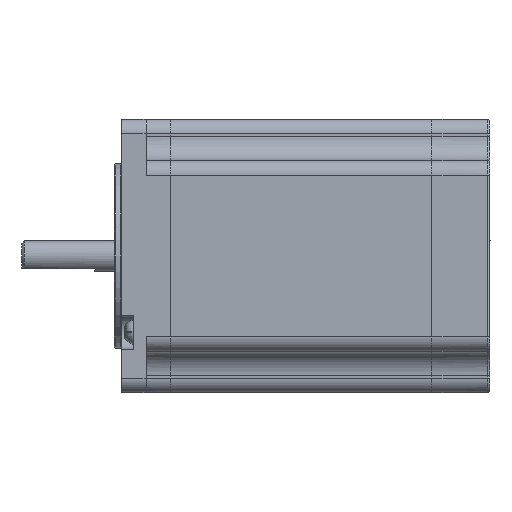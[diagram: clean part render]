
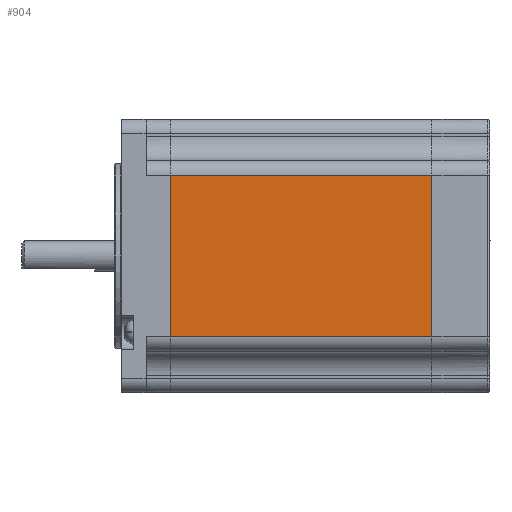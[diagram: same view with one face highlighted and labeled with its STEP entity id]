
A CAD part, left-side view. The second image highlights one B-rep face of the part: STEP entity #904.
In plain terms, the highlighted planar face has unit normal (-1, 0, 0).
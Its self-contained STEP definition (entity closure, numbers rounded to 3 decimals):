
#904 = ADVANCED_FACE ( 'NONE', ( #14327 ), #9506, .F. ) ;
#1013 = EDGE_CURVE ( 'NONE', #15350, #21778, #5285, .T. ) ;
#2271 = DIRECTION ( 'NONE',  ( 0., 1., 0. ) ) ;
#2340 = LINE ( 'NONE', #15413, #19607 ) ;
#2650 = CARTESIAN_POINT ( 'NONE',  ( -28.2, -64., -16.7 ) ) ;
#2797 = CARTESIAN_POINT ( 'NONE',  ( -28.2, -10., 16.7 ) ) ;
#3763 = CARTESIAN_POINT ( 'NONE',  ( -28.2, -64., -5.567 ) ) ;
#5135 = CARTESIAN_POINT ( 'NONE',  ( -28.2, -10., -5.567 ) ) ;
#5285 = LINE ( 'NONE', #20217, #25167 ) ;
#5600 = EDGE_CURVE ( 'NONE', #15279, #9484, #2340, .T. ) ;
#5605 = CARTESIAN_POINT ( 'NONE',  ( -28.2, -10., -16.7 ) ) ;
#6426 = CARTESIAN_POINT ( 'NONE',  ( -28.2, -64., 5.567 ) ) ;
#7239 = B_SPLINE_CURVE_WITH_KNOTS ( 'NONE', 3,
 ( #2797, #23230, #5135, #5605 ),
 .UNSPECIFIED., .F., .F.,
 ( 4, 4 ),
 ( 0.076, 0.924 ),
 .UNSPECIFIED. ) ;
#7677 = DIRECTION ( 'NONE',  ( 0., -1., 0. ) ) ;
#8961 = CARTESIAN_POINT ( 'NONE',  ( -28.2, -64., 16.7 ) ) ;
#9484 = VERTEX_POINT ( 'NONE', #2650 ) ;
#9506 = PLANE ( 'NONE',  #27260 ) ;
#11778 = CARTESIAN_POINT ( 'NONE',  ( -28.2, -64., -16.7 ) ) ;
#12849 = ORIENTED_EDGE ( 'NONE', *, *, #24787, .T. ) ;
#14327 = FACE_OUTER_BOUND ( 'NONE', #28017, .T. ) ;
#15279 = VERTEX_POINT ( 'NONE', #20994 ) ;
#15350 = VERTEX_POINT ( 'NONE', #15472 ) ;
#15413 = CARTESIAN_POINT ( 'NONE',  ( -28.2, -64., -16.7 ) ) ;
#15472 = CARTESIAN_POINT ( 'NONE',  ( -28.2, -64., 16.7 ) ) ;
#15593 = CARTESIAN_POINT ( 'NONE',  ( -28.2, -10., 16.7 ) ) ;
#17206 = CARTESIAN_POINT ( 'NONE',  ( -28.2, -64., 19.7 ) ) ;
#17243 = EDGE_CURVE ( 'NONE', #15350, #9484, #21961, .T. ) ;
#19607 = VECTOR ( 'NONE', #7677, 1000. ) ;
#19880 = DIRECTION ( 'NONE',  ( 1., 0., 0. ) ) ;
#20217 = CARTESIAN_POINT ( 'NONE',  ( -28.2, -64., 16.7 ) ) ;
#20994 = CARTESIAN_POINT ( 'NONE',  ( -28.2, -10., -16.7 ) ) ;
#21778 = VERTEX_POINT ( 'NONE', #15593 ) ;
#21906 = DIRECTION ( 'NONE',  ( 0., 0., -1. ) ) ;
#21961 = B_SPLINE_CURVE_WITH_KNOTS ( 'NONE', 3,
 ( #8961, #6426, #3763, #11778 ),
 .UNSPECIFIED., .F., .F.,
 ( 4, 4 ),
 ( 0.076, 0.924 ),
 .UNSPECIFIED. ) ;
#23230 = CARTESIAN_POINT ( 'NONE',  ( -28.2, -10., 5.567 ) ) ;
#24787 = EDGE_CURVE ( 'NONE', #21778, #15279, #7239, .T. ) ;
#25167 = VECTOR ( 'NONE', #2271, 1000. ) ;
#25429 = ORIENTED_EDGE ( 'NONE', *, *, #17243, .F. ) ;
#27191 = ORIENTED_EDGE ( 'NONE', *, *, #5600, .T. ) ;
#27260 = AXIS2_PLACEMENT_3D ( 'NONE', #17206, #19880, #21906 ) ;
#28017 = EDGE_LOOP ( 'NONE', ( #12849, #27191, #25429, #30709 ) ) ;
#30709 = ORIENTED_EDGE ( 'NONE', *, *, #1013, .T. ) ;
